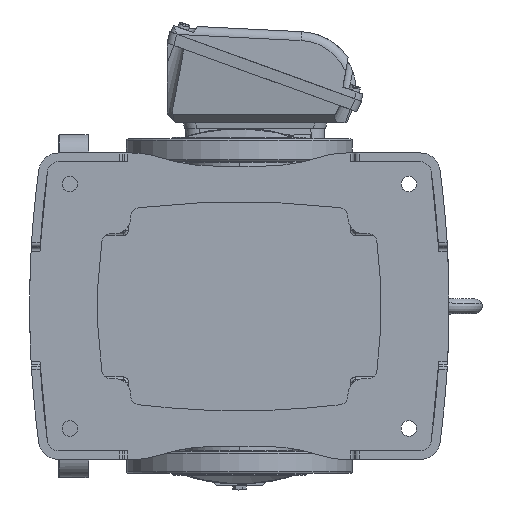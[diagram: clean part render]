
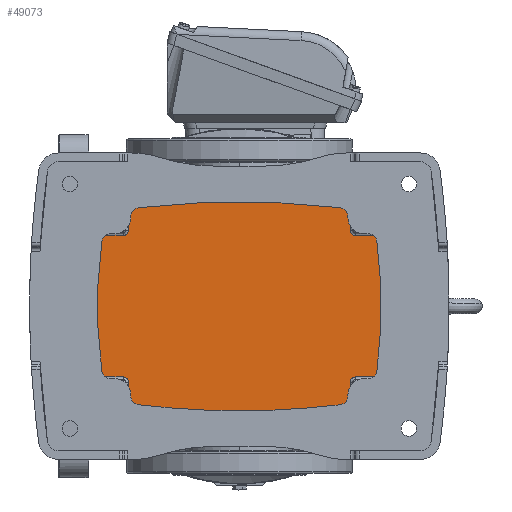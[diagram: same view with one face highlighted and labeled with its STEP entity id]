
A CAD part, front view. The second image highlights one B-rep face of the part: STEP entity #49073.
In plain terms, the highlighted planar face has unit normal (0, -1, 0).
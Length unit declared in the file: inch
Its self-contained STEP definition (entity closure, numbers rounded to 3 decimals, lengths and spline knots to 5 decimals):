
#2861 = DIRECTION ( 'NONE',  ( -1., 0., 0. ) ) ;
#3145 = LINE ( 'NONE', #39636, #126502 ) ;
#4023 = LINE ( 'NONE', #41341, #106813 ) ;
#5633 = DIRECTION ( 'NONE',  ( 0.145, 0., 0.989 ) ) ;
#5784 = DIRECTION ( 'NONE',  ( 1., 0., 0. ) ) ;
#9069 = CARTESIAN_POINT ( 'NONE',  ( -4.60008, 2.45965, -4.90158 ) ) ;
#9587 = FACE_OUTER_BOUND ( 'NONE', #136065, .T. ) ;
#10706 = ORIENTED_EDGE ( 'NONE', *, *, #12843, .F. ) ;
#12843 = EDGE_CURVE ( 'NONE', #97144, #105240, #57106, .T. ) ;
#13767 = AXIS2_PLACEMENT_3D ( 'NONE', #148957, #73538, #49468 ) ;
#17371 = CARTESIAN_POINT ( 'NONE',  ( 3.12992, 2.45965, 6.50362 ) ) ;
#18306 = CARTESIAN_POINT ( 'NONE',  ( -3.12992, 2.45965, -6.50362 ) ) ;
#20381 = CARTESIAN_POINT ( 'NONE',  ( 4.60008, 2.45965, -4.90158 ) ) ;
#21322 = CARTESIAN_POINT ( 'NONE',  ( 0., 2.45965, -14.80315 ) ) ;
#23106 = ORIENTED_EDGE ( 'NONE', *, *, #52729, .F. ) ;
#25311 = AXIS2_PLACEMENT_3D ( 'NONE', #136368, #44429, #32815 ) ;
#28859 = EDGE_CURVE ( 'NONE', #89696, #120790, #127895, .T. ) ;
#30328 = CIRCLE ( 'NONE', #78021, 28.83858 ) ;
#31610 = CARTESIAN_POINT ( 'NONE',  ( 23.8189, 2.45965, 0. ) ) ;
#31624 = LINE ( 'NONE', #82204, #159374 ) ;
#32806 = ORIENTED_EDGE ( 'NONE', *, *, #136022, .T. ) ;
#32815 = DIRECTION ( 'NONE',  ( 1., 0., 0. ) ) ;
#34891 = CARTESIAN_POINT ( 'NONE',  ( -3.12992, 2.45965, 5.1378 ) ) ;
#35538 = CIRCLE ( 'NONE', #130747, 21.53543 ) ;
#35983 = AXIS2_PLACEMENT_3D ( 'NONE', #116559, #104132, #64331 ) ;
#37697 = VERTEX_POINT ( 'NONE', #69011 ) ;
#39497 = ORIENTED_EDGE ( 'NONE', *, *, #120765, .T. ) ;
#39636 = CARTESIAN_POINT ( 'NONE',  ( -4.60008, 2.45965, 4.90158 ) ) ;
#40150 = LINE ( 'NONE', #90744, #93557 ) ;
#41341 = CARTESIAN_POINT ( 'NONE',  ( 3.12992, 2.45965, -5.1378 ) ) ;
#43601 = EDGE_CURVE ( 'NONE', #97144, #70509, #129734, .T. ) ;
#44429 = DIRECTION ( 'NONE',  ( 0., 1., 0. ) ) ;
#46043 = DIRECTION ( 'NONE',  ( -1., 0., 0. ) ) ;
#46461 = ORIENTED_EDGE ( 'NONE', *, *, #94353, .F. ) ;
#49073 = ADVANCED_FACE ( 'NONE', ( #9587 ), #159603, .F. ) ;
#49126 = EDGE_CURVE ( 'NONE', #162740, #78949, #85020, .T. ) ;
#49468 = DIRECTION ( 'NONE',  ( 0.985, 0., -0.17 ) ) ;
#52729 = EDGE_CURVE ( 'NONE', #152247, #120790, #76533, .T. ) ;
#54026 = DIRECTION ( 'NONE',  ( 0., 0., 1. ) ) ;
#54372 = CIRCLE ( 'NONE', #35983, 0.23622 ) ;
#55233 = CARTESIAN_POINT ( 'NONE',  ( -3.12992, 2.45965, 5.1378 ) ) ;
#55695 = CARTESIAN_POINT ( 'NONE',  ( 3.12992, 2.45965, 6.50362 ) ) ;
#57106 = LINE ( 'NONE', #17371, #122325 ) ;
#57127 = CARTESIAN_POINT ( 'NONE',  ( -3.36614, 2.45965, 5.1378 ) ) ;
#61973 = AXIS2_PLACEMENT_3D ( 'NONE', #90108, #141418, #66806 ) ;
#62471 = EDGE_CURVE ( 'NONE', #95342, #105240, #54372, .T. ) ;
#64331 = DIRECTION ( 'NONE',  ( 0., 0., -1. ) ) ;
#66806 = DIRECTION ( 'NONE',  ( -1., 0., 0. ) ) ;
#67137 = EDGE_CURVE ( 'NONE', #76746, #120265, #84491, .T. ) ;
#68664 = DIRECTION ( 'NONE',  ( 0., 0., -1. ) ) ;
#69011 = CARTESIAN_POINT ( 'NONE',  ( 3.12992, 2.45965, -6.50362 ) ) ;
#70509 = VERTEX_POINT ( 'NONE', #142161 ) ;
#71083 = DIRECTION ( 'NONE',  ( 0., -1., 0. ) ) ;
#71668 = CARTESIAN_POINT ( 'NONE',  ( -3.36614, 2.45965, -4.90157 ) ) ;
#72534 = CARTESIAN_POINT ( 'NONE',  ( -3.12992, 2.45965, -5.1378 ) ) ;
#73538 = DIRECTION ( 'NONE',  ( 0., -1., 0. ) ) ;
#73768 = CARTESIAN_POINT ( 'NONE',  ( -3.36614, 2.45965, 4.90158 ) ) ;
#73842 = AXIS2_PLACEMENT_3D ( 'NONE', #57127, #82853, #5784 ) ;
#73898 = CARTESIAN_POINT ( 'NONE',  ( 4.60009, 2.45965, 4.90158 ) ) ;
#75403 = EDGE_CURVE ( 'NONE', #89696, #89899, #40150, .T. ) ;
#76533 = LINE ( 'NONE', #139512, #152622 ) ;
#76746 = VERTEX_POINT ( 'NONE', #34891 ) ;
#77697 = DIRECTION ( 'NONE',  ( 0., 0., 1. ) ) ;
#78021 = AXIS2_PLACEMENT_3D ( 'NONE', #31610, #95466, #93823 ) ;
#78900 = ORIENTED_EDGE ( 'NONE', *, *, #126081, .F. ) ;
#78949 = VERTEX_POINT ( 'NONE', #114631 ) ;
#82204 = CARTESIAN_POINT ( 'NONE',  ( 3.36614, 2.45965, 4.90157 ) ) ;
#82853 = DIRECTION ( 'NONE',  ( 0., 1., 0. ) ) ;
#84491 = CIRCLE ( 'NONE', #73842, 0.23622 ) ;
#85020 = LINE ( 'NONE', #20381, #162937 ) ;
#88080 = CARTESIAN_POINT ( 'NONE',  ( 3.12992, 2.45965, 5.1378 ) ) ;
#88391 = VERTEX_POINT ( 'NONE', #73898 ) ;
#89106 = DIRECTION ( 'NONE',  ( 0., -1., 0. ) ) ;
#89696 = VERTEX_POINT ( 'NONE', #71668 ) ;
#89899 = VERTEX_POINT ( 'NONE', #9069 ) ;
#90108 = CARTESIAN_POINT ( 'NONE',  ( 3.36614, 2.45965, -5.1378 ) ) ;
#90122 = VECTOR ( 'NONE', #77697, 39.37008 ) ;
#90744 = CARTESIAN_POINT ( 'NONE',  ( -3.36614, 2.45965, -4.90157 ) ) ;
#91524 = ORIENTED_EDGE ( 'NONE', *, *, #67137, .T. ) ;
#92023 = EDGE_CURVE ( 'NONE', #76746, #70509, #130663, .T. ) ;
#93557 = VECTOR ( 'NONE', #2861, 39.37008 ) ;
#93823 = DIRECTION ( 'NONE',  ( -0.985, 0., 0.17 ) ) ;
#93839 = DIRECTION ( 'NONE',  ( 1., 0., 0. ) ) ;
#93944 = ORIENTED_EDGE ( 'NONE', *, *, #92023, .F. ) ;
#94180 = ORIENTED_EDGE ( 'NONE', *, *, #49126, .F. ) ;
#94353 = EDGE_CURVE ( 'NONE', #99726, #37697, #4023, .T. ) ;
#95342 = VERTEX_POINT ( 'NONE', #143700 ) ;
#95466 = DIRECTION ( 'NONE',  ( 0., -1., 0. ) ) ;
#97144 = VERTEX_POINT ( 'NONE', #55695 ) ;
#97610 = ORIENTED_EDGE ( 'NONE', *, *, #104601, .T. ) ;
#99726 = VERTEX_POINT ( 'NONE', #142763 ) ;
#99898 = CARTESIAN_POINT ( 'NONE',  ( 0., 2.45965, 14.80315 ) ) ;
#101550 = ORIENTED_EDGE ( 'NONE', *, *, #43601, .T. ) ;
#104132 = DIRECTION ( 'NONE',  ( 0., 1., 0. ) ) ;
#104365 = CIRCLE ( 'NONE', #61973, 0.23622 ) ;
#104601 = EDGE_CURVE ( 'NONE', #162740, #88391, #146173, .T. ) ;
#105240 = VERTEX_POINT ( 'NONE', #88080 ) ;
#106813 = VECTOR ( 'NONE', #68664, 39.37008 ) ;
#111504 = DIRECTION ( 'NONE',  ( -0.145, 0., -0.989 ) ) ;
#111928 = ORIENTED_EDGE ( 'NONE', *, *, #62471, .T. ) ;
#114631 = CARTESIAN_POINT ( 'NONE',  ( 3.36614, 2.45965, -4.90157 ) ) ;
#115913 = DIRECTION ( 'NONE',  ( 1., 0., 0. ) ) ;
#116559 = CARTESIAN_POINT ( 'NONE',  ( 3.36614, 2.45965, 5.1378 ) ) ;
#119510 = CARTESIAN_POINT ( 'NONE',  ( -4.60008, 2.45965, 4.90158 ) ) ;
#120265 = VERTEX_POINT ( 'NONE', #73768 ) ;
#120765 = EDGE_CURVE ( 'NONE', #152247, #37697, #35538, .T. ) ;
#120790 = VERTEX_POINT ( 'NONE', #72534 ) ;
#122184 = EDGE_CURVE ( 'NONE', #142853, #89899, #30328, .T. ) ;
#122325 = VECTOR ( 'NONE', #130904, 39.37008 ) ;
#125312 = AXIS2_PLACEMENT_3D ( 'NONE', #146758, #159992, #143488 ) ;
#126081 = EDGE_CURVE ( 'NONE', #142853, #120265, #3145, .T. ) ;
#126502 = VECTOR ( 'NONE', #115913, 39.37008 ) ;
#127895 = CIRCLE ( 'NONE', #125312, 0.23622 ) ;
#128722 = ORIENTED_EDGE ( 'NONE', *, *, #122184, .T. ) ;
#129734 = CIRCLE ( 'NONE', #145738, 21.53543 ) ;
#130663 = LINE ( 'NONE', #55233, #90122 ) ;
#130747 = AXIS2_PLACEMENT_3D ( 'NONE', #99898, #89106, #111504 ) ;
#130904 = DIRECTION ( 'NONE',  ( 0., 0., -1. ) ) ;
#131417 = EDGE_CURVE ( 'NONE', #95342, #88391, #31624, .T. ) ;
#135735 = ORIENTED_EDGE ( 'NONE', *, *, #28859, .T. ) ;
#136022 = EDGE_CURVE ( 'NONE', #99726, #78949, #104365, .T. ) ;
#136065 = EDGE_LOOP ( 'NONE', ( #32806, #94180, #97610, #159753, #111928, #10706, #101550, #93944, #91524, #78900, #128722, #157034, #135735, #23106, #39497, #46461 ) ) ;
#136368 = CARTESIAN_POINT ( 'NONE',  ( 0., 2.45965, 0. ) ) ;
#139512 = CARTESIAN_POINT ( 'NONE',  ( -3.12992, 2.45965, -6.50362 ) ) ;
#141418 = DIRECTION ( 'NONE',  ( 0., 1., 0. ) ) ;
#142161 = CARTESIAN_POINT ( 'NONE',  ( -3.12992, 2.45965, 6.50362 ) ) ;
#142763 = CARTESIAN_POINT ( 'NONE',  ( 3.12992, 2.45965, -5.1378 ) ) ;
#142853 = VERTEX_POINT ( 'NONE', #119510 ) ;
#143488 = DIRECTION ( 'NONE',  ( 0., 0., 1. ) ) ;
#143700 = CARTESIAN_POINT ( 'NONE',  ( 3.36614, 2.45965, 4.90157 ) ) ;
#145738 = AXIS2_PLACEMENT_3D ( 'NONE', #21322, #71083, #5633 ) ;
#146173 = CIRCLE ( 'NONE', #13767, 28.83858 ) ;
#146758 = CARTESIAN_POINT ( 'NONE',  ( -3.36614, 2.45965, -5.1378 ) ) ;
#148957 = CARTESIAN_POINT ( 'NONE',  ( -23.8189, 2.45965, 0. ) ) ;
#152247 = VERTEX_POINT ( 'NONE', #18306 ) ;
#152622 = VECTOR ( 'NONE', #54026, 39.37008 ) ;
#154573 = CARTESIAN_POINT ( 'NONE',  ( 4.60008, 2.45965, -4.90158 ) ) ;
#157034 = ORIENTED_EDGE ( 'NONE', *, *, #75403, .F. ) ;
#159374 = VECTOR ( 'NONE', #93839, 39.37008 ) ;
#159603 = PLANE ( 'NONE',  #25311 ) ;
#159753 = ORIENTED_EDGE ( 'NONE', *, *, #131417, .F. ) ;
#159992 = DIRECTION ( 'NONE',  ( 0., 1., 0. ) ) ;
#162740 = VERTEX_POINT ( 'NONE', #154573 ) ;
#162937 = VECTOR ( 'NONE', #46043, 39.37008 ) ;
